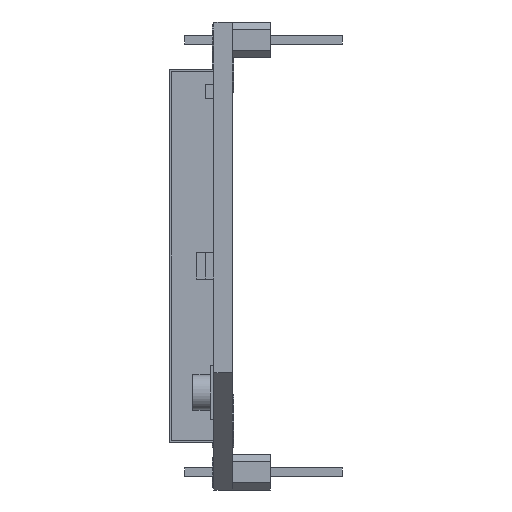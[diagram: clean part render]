
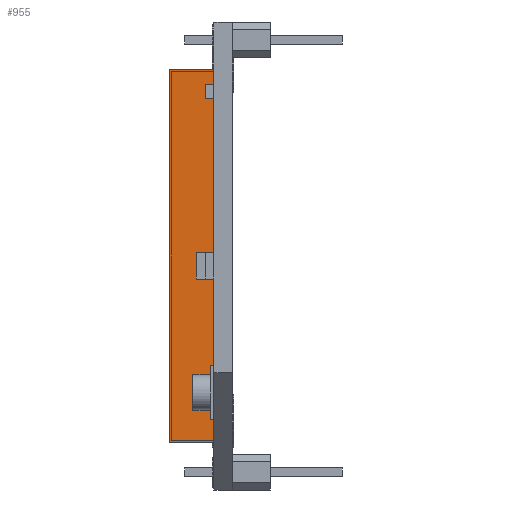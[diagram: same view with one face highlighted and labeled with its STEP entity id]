
A CAD part, left-side view. The second image highlights one B-rep face of the part: STEP entity #955.
In plain terms, the highlighted planar face has unit normal (-1, 0, 0).
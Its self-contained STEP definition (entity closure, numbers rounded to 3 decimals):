
#807=CARTESIAN_POINT('',(-14.65,1.02,10.5));
#808=VERTEX_POINT('',#807);
#815=CARTESIAN_POINT('',(-14.65,1.02,-10.5));
#816=VERTEX_POINT('',#815);
#817=CARTESIAN_POINT('',(-14.65,1.02,-10.5));
#818=DIRECTION('',(0.,0.0,1.0));
#819=VECTOR('',#818,21.0);
#820=LINE('',#817,#819);
#821=EDGE_CURVE('',#816,#808,#820,.T.);
#913=CARTESIAN_POINT('',(-14.65,3.52,-10.5));
#914=VERTEX_POINT('',#913);
#915=CARTESIAN_POINT('',(-14.65,3.52,-10.5));
#916=DIRECTION('',(0.0,-1.0,0.0));
#917=VECTOR('',#916,2.5);
#918=LINE('',#915,#917);
#919=EDGE_CURVE('',#914,#816,#918,.T.);
#932=CARTESIAN_POINT('',(-14.65,3.52,-10.5));
#933=DIRECTION('',(1.0,0.0,0.));
#934=DIRECTION('',(0.,0.0,-1.0));
#935=AXIS2_PLACEMENT_3D('',#932,#933,#934);
#936=PLANE('',#935);
#937=ORIENTED_EDGE('',*,*,#821,.T.);
#938=CARTESIAN_POINT('',(-14.65,3.52,10.5));
#939=VERTEX_POINT('',#938);
#940=CARTESIAN_POINT('',(-14.65,3.52,10.5));
#941=DIRECTION('',(0.0,-1.0,0.0));
#942=VECTOR('',#941,2.5);
#943=LINE('',#940,#942);
#944=EDGE_CURVE('',#939,#808,#943,.T.);
#945=ORIENTED_EDGE('',*,*,#944,.F.);
#946=CARTESIAN_POINT('',(-14.65,3.52,-10.5));
#947=DIRECTION('',(0.,0.0,1.0));
#948=VECTOR('',#947,21.0);
#949=LINE('',#946,#948);
#950=EDGE_CURVE('',#914,#939,#949,.T.);
#951=ORIENTED_EDGE('',*,*,#950,.F.);
#952=ORIENTED_EDGE('',*,*,#919,.T.);
#953=EDGE_LOOP('',(#937,#945,#951,#952));
#954=FACE_BOUND('',#953,.T.);
#955=ADVANCED_FACE('',(#954),#936,.F.);
